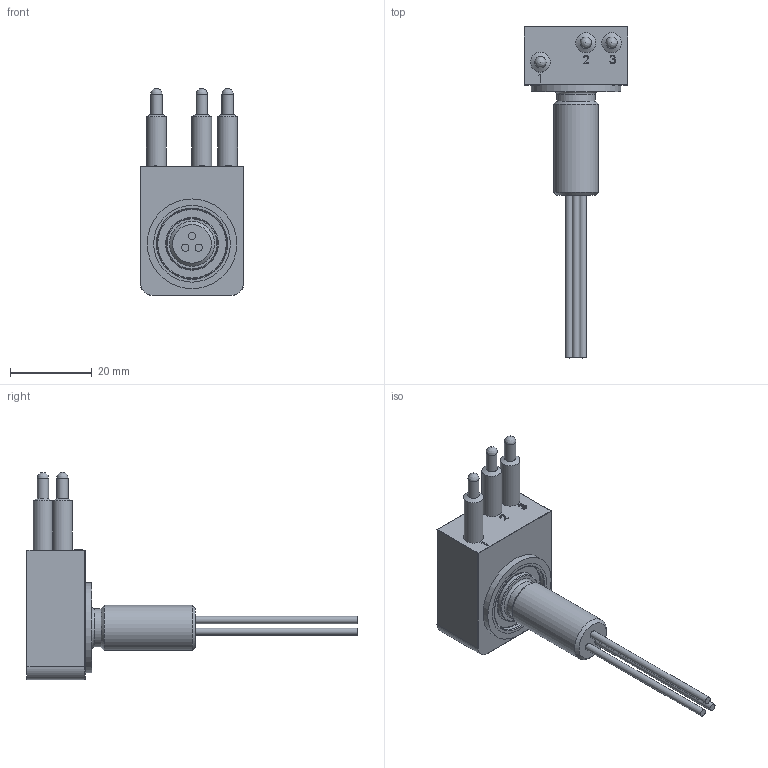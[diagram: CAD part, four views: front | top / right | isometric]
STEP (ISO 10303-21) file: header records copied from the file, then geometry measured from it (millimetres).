
FILE_DESCRIPTION(/* description */ (''),/* implementation_level */ '2;1');
FILE_NAME(/* name */ 'LPBH 3M.stp',/* time_stamp */ '2023-11-21T15:52:03+01:00',/* author */ ('sh'),/* organization */ (''),/* preprocessor_version */ 'ST-DEVELOPER v19.2',/* originating_system */ 'Autodesk Inventor 2023',/* authorisation */ '');
FILE_SCHEMA (('AUTOMOTIVE_DESIGN { 1 0 10303 214 3 1 1 }'));
Length unit declared in the file: millimetre
Products named in the file (1): 01003530
Bounding box: 25.4 x 81.39 x 50.8 mm (x, y, z)
Volume: 15391 mm3; surface area: 5785.1 mm2
Topology: 1 solids, 2 shells, 203 faces, 496 edges, 318 vertices
Faces by surface type: plane 87, bspline 71, cylinder 26, torus 9, cone 6, sphere 4
Full cylindrical faces by diameter (mm): 1.778 x3, 2.779 x3, 4.851 x3, 9.398 x1, 11.024 x1, 12.649 x1, 17.069 x1, 21.971 x1
Entity records: 9955 total; most frequent: CARTESIAN_POINT 5320, ORIENTED_EDGE 984, DIRECTION 704, EDGE_CURVE 492, VERTEX_POINT 318, LINE 274, VECTOR 274, EDGE_LOOP 228
